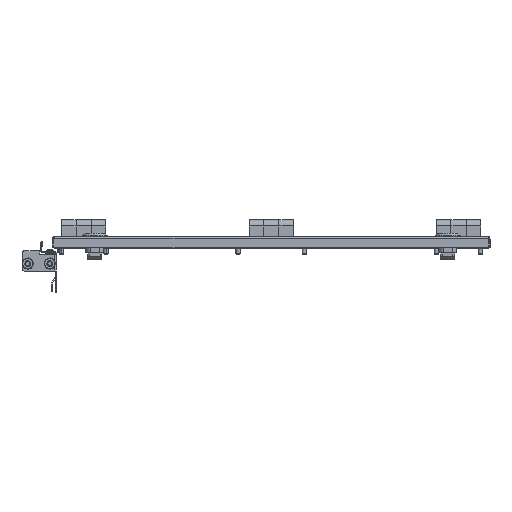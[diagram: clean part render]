
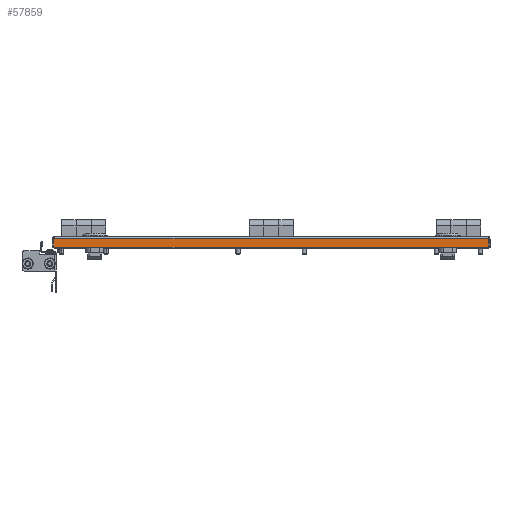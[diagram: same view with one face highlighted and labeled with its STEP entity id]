
A CAD part, left-side view. The second image highlights one B-rep face of the part: STEP entity #57859.
In plain terms, the highlighted planar face has unit normal (-1, 0, 0).
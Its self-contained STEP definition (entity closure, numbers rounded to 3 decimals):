
#244 = DIRECTION ( 'NONE',  ( 0., 0., -1. ) ) ;
#8725 = CARTESIAN_POINT ( 'NONE',  ( -289.25, -246.531, -12. ) ) ;
#8868 = VERTEX_POINT ( 'NONE', #31595 ) ;
#11196 = CARTESIAN_POINT ( 'NONE',  ( -289.25, 246.528, -12. ) ) ;
#11357 = ORIENTED_EDGE ( 'NONE', *, *, #38767, .T. ) ;
#15780 = VERTEX_POINT ( 'NONE', #11196 ) ;
#20595 = VECTOR ( 'NONE', #52168, 1000. ) ;
#20753 = EDGE_CURVE ( 'NONE', #8868, #60562, #33940, .T. ) ;
#23756 = CARTESIAN_POINT ( 'NONE',  ( -289.25, 246.528, 0. ) ) ;
#26787 = VECTOR ( 'NONE', #38841, 1000. ) ;
#29456 = EDGE_LOOP ( 'NONE', ( #37992, #46459, #33021, #11357 ) ) ;
#29903 = DIRECTION ( 'NONE',  ( 1., 0., 0. ) ) ;
#31595 = CARTESIAN_POINT ( 'NONE',  ( -289.25, -246.531, -2.4 ) ) ;
#33021 = ORIENTED_EDGE ( 'NONE', *, *, #46455, .T. ) ;
#33940 = LINE ( 'NONE', #63686, #20595 ) ;
#34503 = LINE ( 'NONE', #23756, #60214 ) ;
#34766 = VECTOR ( 'NONE', #56285, 1000. ) ;
#34778 = EDGE_CURVE ( 'NONE', #52110, #8868, #53205, .T. ) ;
#35322 = PLANE ( 'NONE',  #63254 ) ;
#37992 = ORIENTED_EDGE ( 'NONE', *, *, #20753, .F. ) ;
#38767 = EDGE_CURVE ( 'NONE', #15780, #60562, #62725, .T. ) ;
#38841 = DIRECTION ( 'NONE',  ( 0., -1., 0. ) ) ;
#40287 = CARTESIAN_POINT ( 'NONE',  ( -289.25, -0.002, 0. ) ) ;
#44888 = CARTESIAN_POINT ( 'NONE',  ( -289.25, 246.528, -2.4 ) ) ;
#46455 = EDGE_CURVE ( 'NONE', #52110, #15780, #34503, .T. ) ;
#46459 = ORIENTED_EDGE ( 'NONE', *, *, #34778, .F. ) ;
#51618 = FACE_OUTER_BOUND ( 'NONE', #29456, .T. ) ;
#52110 = VERTEX_POINT ( 'NONE', #44888 ) ;
#52168 = DIRECTION ( 'NONE',  ( 0., 0., -1. ) ) ;
#53205 = LINE ( 'NONE', #53617, #26787 ) ;
#53617 = CARTESIAN_POINT ( 'NONE',  ( -289.25, -248.002, -2.4 ) ) ;
#56285 = DIRECTION ( 'NONE',  ( 0., -1., 0. ) ) ;
#56698 = CARTESIAN_POINT ( 'NONE',  ( -289.25, -0.002, -12. ) ) ;
#57859 = ADVANCED_FACE ( 'NONE', ( #51618 ), #35322, .F. ) ;
#59165 = DIRECTION ( 'NONE',  ( 0., 0., -1. ) ) ;
#60214 = VECTOR ( 'NONE', #59165, 1000. ) ;
#60562 = VERTEX_POINT ( 'NONE', #8725 ) ;
#62725 = LINE ( 'NONE', #56698, #34766 ) ;
#63254 = AXIS2_PLACEMENT_3D ( 'NONE', #40287, #29903, #244 ) ;
#63686 = CARTESIAN_POINT ( 'NONE',  ( -289.25, -246.531, -1.4 ) ) ;
